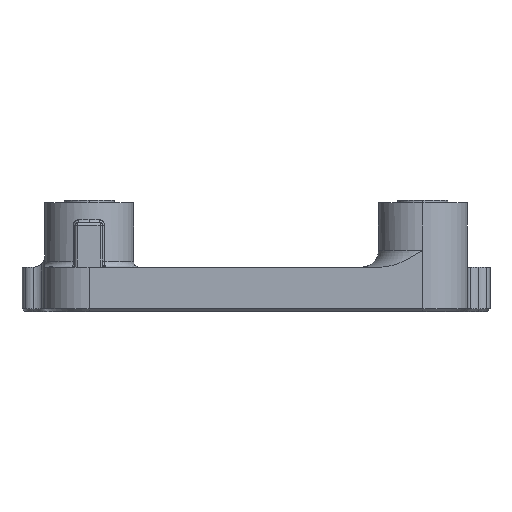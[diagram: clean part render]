
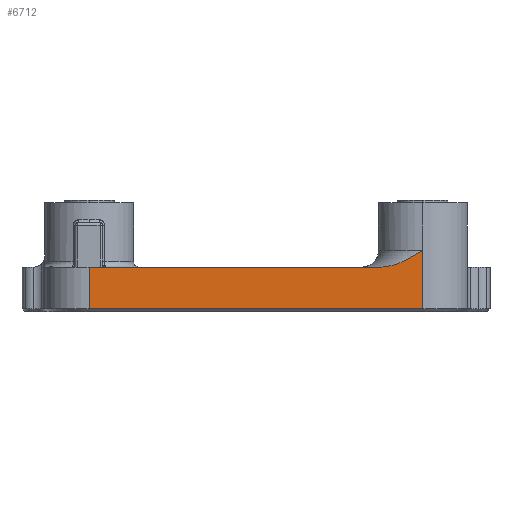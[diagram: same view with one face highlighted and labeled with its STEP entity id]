
A CAD part, left-side view. The second image highlights one B-rep face of the part: STEP entity #6712.
In plain terms, the highlighted planar face has unit normal (-1, 0, 0).
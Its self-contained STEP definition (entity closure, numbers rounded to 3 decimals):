
#156 = VERTEX_POINT ( 'NONE', #2749 ) ;
#211 = EDGE_CURVE ( 'NONE', #156, #6872, #4880, .T. ) ;
#312 = CARTESIAN_POINT ( 'NONE',  ( -43., 20.706, 8.371 ) ) ;
#322 = CARTESIAN_POINT ( 'NONE',  ( -43., 15.5, 0. ) ) ;
#354 = CARTESIAN_POINT ( 'NONE',  ( -43., 19.162, 8.962 ) ) ;
#397 = CARTESIAN_POINT ( 'NONE',  ( -43., 17.33, 9.906 ) ) ;
#845 = VECTOR ( 'NONE', #6214, 1000. ) ;
#1047 = CARTESIAN_POINT ( 'NONE',  ( -43., 17.55, 9.781 ) ) ;
#1097 = CARTESIAN_POINT ( 'NONE',  ( -43., 21.702, 8.129 ) ) ;
#1141 = CARTESIAN_POINT ( 'NONE',  ( -43., 18.841, 9.108 ) ) ;
#1188 = CARTESIAN_POINT ( 'NONE',  ( -43., 22.722, 8. ) ) ;
#1441 = ORIENTED_EDGE ( 'NONE', *, *, #4196, .F. ) ;
#1589 = LINE ( 'NONE', #322, #845 ) ;
#1775 = DIRECTION ( 'NONE',  ( 0., -1., 0. ) ) ;
#1827 = CARTESIAN_POINT ( 'NONE',  ( -43., 17.274, 9.938 ) ) ;
#1917 = CARTESIAN_POINT ( 'NONE',  ( -43., 21.032, 8.284 ) ) ;
#1918 = PLANE ( 'NONE',  #9637 ) ;
#2414 = CARTESIAN_POINT ( 'NONE',  ( -43., 23.05, 8. ) ) ;
#2610 = CARTESIAN_POINT ( 'NONE',  ( -43., 23.05, 8. ) ) ;
#2658 = CARTESIAN_POINT ( 'NONE',  ( -43., 17.261, 9.945 ) ) ;
#2703 = CARTESIAN_POINT ( 'NONE',  ( -43., 18.077, 9.494 ) ) ;
#2749 = CARTESIAN_POINT ( 'NONE',  ( -43., 75.5, 0.5 ) ) ;
#3183 = CARTESIAN_POINT ( 'NONE',  ( -43., 75.5, 8. ) ) ;
#3308 = CARTESIAN_POINT ( 'NONE',  ( -43., 17.257, 9.947 ) ) ;
#3350 = CARTESIAN_POINT ( 'NONE',  ( -43., 15.885, 10.764 ) ) ;
#3396 = CARTESIAN_POINT ( 'NONE',  ( -43., 21.02, 8.287 ) ) ;
#3425 = VERTEX_POINT ( 'NONE', #5141 ) ;
#3508 = VERTEX_POINT ( 'NONE', #4551 ) ;
#3593 = EDGE_CURVE ( 'NONE', #3425, #3508, #1589, .T. ) ;
#3989 = LINE ( 'NONE', #6994, #8297 ) ;
#4042 = CARTESIAN_POINT ( 'NONE',  ( -43., 18.544, 9.252 ) ) ;
#4094 = CARTESIAN_POINT ( 'NONE',  ( -43., 19.404, 8.856 ) ) ;
#4138 = CARTESIAN_POINT ( 'NONE',  ( -43., 17.673, 9.713 ) ) ;
#4187 = CARTESIAN_POINT ( 'NONE',  ( -43., 19.524, 8.805 ) ) ;
#4196 = EDGE_CURVE ( 'NONE', #6872, #6563, #6137, .T. ) ;
#4551 = CARTESIAN_POINT ( 'NONE',  ( -43., 15.5, 11. ) ) ;
#4682 = ORIENTED_EDGE ( 'NONE', *, *, #8414, .F. ) ;
#4779 = CARTESIAN_POINT ( 'NONE',  ( -43., 19.142, 8.972 ) ) ;
#4828 = CARTESIAN_POINT ( 'NONE',  ( -43., 16.808, 10.207 ) ) ;
#4876 = CARTESIAN_POINT ( 'NONE',  ( -43., 22.385, 8.025 ) ) ;
#4880 = LINE ( 'NONE', #7050, #6424 ) ;
#4918 = CARTESIAN_POINT ( 'NONE',  ( -43., 19.131, 8.977 ) ) ;
#5086 = EDGE_LOOP ( 'NONE', ( #5358, #5138, #5265, #4682, #1441 ) ) ;
#5138 = ORIENTED_EDGE ( 'NONE', *, *, #8443, .T. ) ;
#5141 = CARTESIAN_POINT ( 'NONE',  ( -43., 15.5, 0.5 ) ) ;
#5265 = ORIENTED_EDGE ( 'NONE', *, *, #3593, .T. ) ;
#5358 = ORIENTED_EDGE ( 'NONE', *, *, #211, .F. ) ;
#5523 = CARTESIAN_POINT ( 'NONE',  ( -43., 19.193, 8.949 ) ) ;
#5565 = CARTESIAN_POINT ( 'NONE',  ( -43., 17.404, 9.864 ) ) ;
#5571 = B_SPLINE_CURVE_WITH_KNOTS ( 'NONE', 3,
 ( #2610, #1188, #4876, #8554, #1097, #7881, #7836, #9296, #7140, #7097, #1917, #3396, #312, #5613, #6257, #7735, #4187, #4094, #9250, #5523, #354, #4779, #4918, #1141, #4042, #2703, #7788, #4138, #1047, #5565, #397, #6394, #1827, #9388, #2658, #3308, #8507, #4828, #5658, #3350, #8648 ),
 .UNSPECIFIED., .F., .F.,
 ( 4, 2, 2, 1, 1, 1, 2, 2, 2, 2, 1, 1, 1, 2, 2, 2, 2, 1, 1, 1, 1, 1, 2, 2, 2, 4 ),
 ( 0., 0.125, 0.188, 0.219, 0.234, 0.242, 0.246, 0.25, 0.375, 0.438, 0.469, 0.484, 0.492, 0.496, 0.5, 0.625, 0.688, 0.719, 0.734, 0.742, 0.746, 0.748, 0.749, 0.75, 0.875, 1. ),
 .UNSPECIFIED. ) ;
#5613 = CARTESIAN_POINT ( 'NONE',  ( -43., 20.395, 8.471 ) ) ;
#5658 = CARTESIAN_POINT ( 'NONE',  ( -43., 16.223, 10.557 ) ) ;
#5959 = VECTOR ( 'NONE', #7719, 1000. ) ;
#6137 = LINE ( 'NONE', #3183, #5959 ) ;
#6214 = DIRECTION ( 'NONE',  ( 0., 0., 1. ) ) ;
#6257 = CARTESIAN_POINT ( 'NONE',  ( -43., 19.922, 8.644 ) ) ;
#6394 = CARTESIAN_POINT ( 'NONE',  ( -43., 17.293, 9.927 ) ) ;
#6424 = VECTOR ( 'NONE', #8652, 1000. ) ;
#6563 = VERTEX_POINT ( 'NONE', #2414 ) ;
#6600 = DIRECTION ( 'NONE',  ( -1., 0., 0. ) ) ;
#6712 = ADVANCED_FACE ( 'NONE', ( #8649 ), #1918, .T. ) ;
#6872 = VERTEX_POINT ( 'NONE', #7534 ) ;
#6994 = CARTESIAN_POINT ( 'NONE',  ( -43., 15.5, 0.5 ) ) ;
#7050 = CARTESIAN_POINT ( 'NONE',  ( -43., 75.5, 0. ) ) ;
#7097 = CARTESIAN_POINT ( 'NONE',  ( -43., 21.054, 8.278 ) ) ;
#7140 = CARTESIAN_POINT ( 'NONE',  ( -43., 21.086, 8.269 ) ) ;
#7534 = CARTESIAN_POINT ( 'NONE',  ( -43., 75.5, 8. ) ) ;
#7719 = DIRECTION ( 'NONE',  ( 0., -1., 0. ) ) ;
#7735 = CARTESIAN_POINT ( 'NONE',  ( -43., 19.764, 8.706 ) ) ;
#7788 = CARTESIAN_POINT ( 'NONE',  ( -43., 17.918, 9.579 ) ) ;
#7836 = CARTESIAN_POINT ( 'NONE',  ( -43., 21.314, 8.212 ) ) ;
#7881 = CARTESIAN_POINT ( 'NONE',  ( -43., 21.443, 8.183 ) ) ;
#8115 = DIRECTION ( 'NONE',  ( 0., 0., 1. ) ) ;
#8297 = VECTOR ( 'NONE', #1775, 1000. ) ;
#8414 = EDGE_CURVE ( 'NONE', #6563, #3508, #5571, .T. ) ;
#8443 = EDGE_CURVE ( 'NONE', #156, #3425, #3989, .T. ) ;
#8507 = CARTESIAN_POINT ( 'NONE',  ( -43., 17.056, 10.063 ) ) ;
#8554 = CARTESIAN_POINT ( 'NONE',  ( -43., 21.874, 8.099 ) ) ;
#8648 = CARTESIAN_POINT ( 'NONE',  ( -43., 15.5, 11. ) ) ;
#8649 = FACE_OUTER_BOUND ( 'NONE', #5086, .T. ) ;
#8652 = DIRECTION ( 'NONE',  ( 0., 0., 1. ) ) ;
#8896 = CARTESIAN_POINT ( 'NONE',  ( -43., 75.5, 0. ) ) ;
#9250 = CARTESIAN_POINT ( 'NONE',  ( -43., 19.263, 8.917 ) ) ;
#9296 = CARTESIAN_POINT ( 'NONE',  ( -43., 21.162, 8.25 ) ) ;
#9388 = CARTESIAN_POINT ( 'NONE',  ( -43., 17.266, 9.942 ) ) ;
#9637 = AXIS2_PLACEMENT_3D ( 'NONE', #8896, #6600, #8115 ) ;
